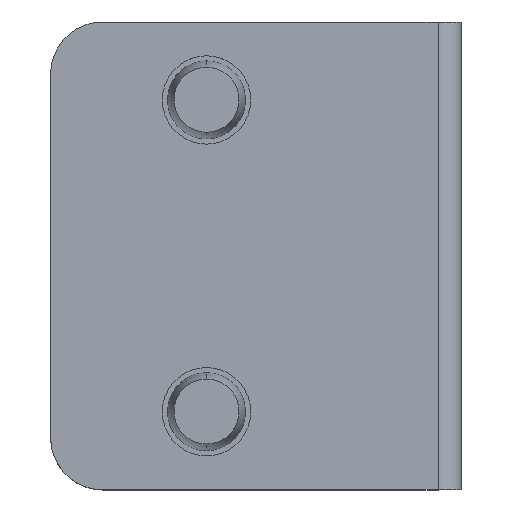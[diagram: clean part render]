
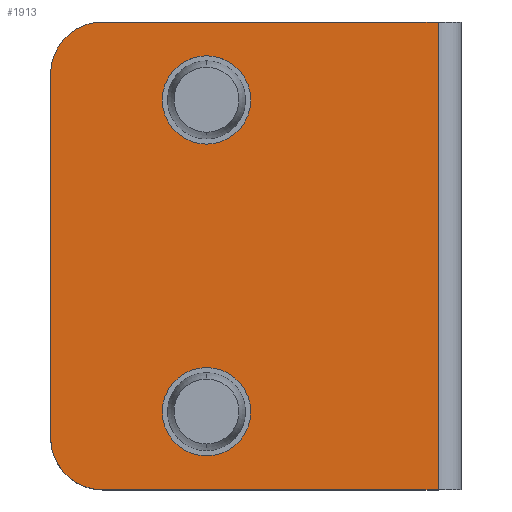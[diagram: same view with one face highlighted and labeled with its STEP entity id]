
A CAD part, top view. The second image highlights one B-rep face of the part: STEP entity #1913.
In plain terms, the highlighted planar face has unit normal (0, 0, 1).
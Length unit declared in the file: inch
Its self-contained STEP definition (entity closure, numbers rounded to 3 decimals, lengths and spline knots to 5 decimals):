
#1 = EDGE_CURVE ( 'NONE', #4544, #2728, #520, .T. ) ;
#14 = FACE_OUTER_BOUND ( 'NONE', #1222, .T. ) ;
#67 = ORIENTED_EDGE ( 'NONE', *, *, #1734, .F. ) ;
#107 = LINE ( 'NONE', #2640, #2057 ) ;
#161 = DIRECTION ( 'NONE',  ( 0., 0., -1. ) ) ;
#197 = EDGE_CURVE ( 'NONE', #4136, #295, #3624, .T. ) ;
#289 = VERTEX_POINT ( 'NONE', #1673 ) ;
#295 = VERTEX_POINT ( 'NONE', #4236 ) ;
#334 = ORIENTED_EDGE ( 'NONE', *, *, #4386, .T. ) ;
#372 = CARTESIAN_POINT ( 'NONE',  ( 0.35079, 0.70866, 0.24803 ) ) ;
#446 = AXIS2_PLACEMENT_3D ( 'NONE', #743, #2563, #3606 ) ;
#520 = CIRCLE ( 'NONE', #446, 0.06693 ) ;
#594 = CARTESIAN_POINT ( 'NONE',  ( -0.15748, 0.62992, 0.24803 ) ) ;
#639 = VERTEX_POINT ( 'NONE', #372 ) ;
#647 = EDGE_CURVE ( 'NONE', #2728, #4544, #1476, .T. ) ;
#681 = VECTOR ( 'NONE', #1020, 39.37008 ) ;
#743 = CARTESIAN_POINT ( 'NONE',  ( 0., 0.59055, 0.24803 ) ) ;
#750 = VERTEX_POINT ( 'NONE', #1874 ) ;
#840 = AXIS2_PLACEMENT_3D ( 'NONE', #2225, #1273, #4124 ) ;
#866 = DIRECTION ( 'NONE',  ( 0., 1., 0. ) ) ;
#903 = CARTESIAN_POINT ( 'NONE',  ( 0., 0.11811, 0.24803 ) ) ;
#933 = CARTESIAN_POINT ( 'NONE',  ( 0., 0.70866, 0.24803 ) ) ;
#982 = AXIS2_PLACEMENT_3D ( 'NONE', #4164, #3501, #4574 ) ;
#995 = EDGE_CURVE ( 'NONE', #2691, #639, #4107, .T. ) ;
#1020 = DIRECTION ( 'NONE',  ( 1., 0., 0. ) ) ;
#1050 = CARTESIAN_POINT ( 'NONE',  ( -0.15748, 0., 0.24803 ) ) ;
#1148 = DIRECTION ( 'NONE',  ( 1., 0., 0. ) ) ;
#1200 = ORIENTED_EDGE ( 'NONE', *, *, #197, .T. ) ;
#1222 = EDGE_LOOP ( 'NONE', ( #1942, #67, #3712, #3775, #3669, #334 ) ) ;
#1238 = DIRECTION ( 'NONE',  ( 1., 0., 0. ) ) ;
#1273 = DIRECTION ( 'NONE',  ( 0., 0., -1. ) ) ;
#1275 = CIRCLE ( 'NONE', #1347, 0.07874 ) ;
#1347 = AXIS2_PLACEMENT_3D ( 'NONE', #594, #161, #1238 ) ;
#1359 = FACE_BOUND ( 'NONE', #3715, .T. ) ;
#1433 = EDGE_CURVE ( 'NONE', #3146, #3465, #4209, .T. ) ;
#1445 = DIRECTION ( 'NONE',  ( 0., 1., 0. ) ) ;
#1476 = CIRCLE ( 'NONE', #1993, 0.06693 ) ;
#1582 = EDGE_LOOP ( 'NONE', ( #2067, #1200 ) ) ;
#1605 = DIRECTION ( 'NONE',  ( 0., 0., -1. ) ) ;
#1645 = ORIENTED_EDGE ( 'NONE', *, *, #647, .T. ) ;
#1647 = DIRECTION ( 'NONE',  ( 0., 0., -1. ) ) ;
#1673 = CARTESIAN_POINT ( 'NONE',  ( -0.23622, 0.62992, 0.24803 ) ) ;
#1718 = CARTESIAN_POINT ( 'NONE',  ( 0.35079, 0., 0.24803 ) ) ;
#1734 = EDGE_CURVE ( 'NONE', #289, #2691, #1275, .T. ) ;
#1874 = CARTESIAN_POINT ( 'NONE',  ( -0.23622, 0.07874, 0.24803 ) ) ;
#1882 = EDGE_CURVE ( 'NONE', #3146, #750, #2387, .T. ) ;
#1913 = ADVANCED_FACE ( 'NONE', ( #1359, #2884, #14 ), #3228, .T. ) ;
#1942 = ORIENTED_EDGE ( 'NONE', *, *, #995, .F. ) ;
#1993 = AXIS2_PLACEMENT_3D ( 'NONE', #3566, #1647, #2858 ) ;
#2057 = VECTOR ( 'NONE', #866, 39.37008 ) ;
#2067 = ORIENTED_EDGE ( 'NONE', *, *, #2459, .T. ) ;
#2225 = CARTESIAN_POINT ( 'NONE',  ( 0., 0.11811, 0.24803 ) ) ;
#2283 = VECTOR ( 'NONE', #1445, 39.37008 ) ;
#2293 = DIRECTION ( 'NONE',  ( 1., 0., 0. ) ) ;
#2387 = CIRCLE ( 'NONE', #982, 0.07874 ) ;
#2390 = CIRCLE ( 'NONE', #840, 0.06693 ) ;
#2459 = EDGE_CURVE ( 'NONE', #295, #4136, #2390, .T. ) ;
#2494 = CARTESIAN_POINT ( 'NONE',  ( 0.35079, 0., 0.24803 ) ) ;
#2563 = DIRECTION ( 'NONE',  ( 0., 0., -1. ) ) ;
#2640 = CARTESIAN_POINT ( 'NONE',  ( -0.23622, 0., 0.24803 ) ) ;
#2691 = VERTEX_POINT ( 'NONE', #2841 ) ;
#2728 = VERTEX_POINT ( 'NONE', #4201 ) ;
#2807 = ORIENTED_EDGE ( 'NONE', *, *, #1, .T. ) ;
#2841 = CARTESIAN_POINT ( 'NONE',  ( -0.15748, 0.70866, 0.24803 ) ) ;
#2858 = DIRECTION ( 'NONE',  ( -1., 0., 0. ) ) ;
#2884 = FACE_BOUND ( 'NONE', #1582, .T. ) ;
#3012 = CARTESIAN_POINT ( 'NONE',  ( -0.06693, 0.59055, 0.24803 ) ) ;
#3125 = AXIS2_PLACEMENT_3D ( 'NONE', #4277, #3572, #1148 ) ;
#3146 = VERTEX_POINT ( 'NONE', #1050 ) ;
#3188 = VECTOR ( 'NONE', #2293, 39.37008 ) ;
#3228 = PLANE ( 'NONE',  #3125 ) ;
#3465 = VERTEX_POINT ( 'NONE', #2494 ) ;
#3468 = AXIS2_PLACEMENT_3D ( 'NONE', #903, #1605, #4033 ) ;
#3483 = LINE ( 'NONE', #1718, #2283 ) ;
#3501 = DIRECTION ( 'NONE',  ( 0., 0., -1. ) ) ;
#3566 = CARTESIAN_POINT ( 'NONE',  ( 0., 0.59055, 0.24803 ) ) ;
#3572 = DIRECTION ( 'NONE',  ( 0., 0., 1. ) ) ;
#3606 = DIRECTION ( 'NONE',  ( -1., 0., 0. ) ) ;
#3624 = CIRCLE ( 'NONE', #3468, 0.06693 ) ;
#3669 = ORIENTED_EDGE ( 'NONE', *, *, #1433, .T. ) ;
#3712 = ORIENTED_EDGE ( 'NONE', *, *, #4495, .F. ) ;
#3715 = EDGE_LOOP ( 'NONE', ( #2807, #1645 ) ) ;
#3775 = ORIENTED_EDGE ( 'NONE', *, *, #1882, .F. ) ;
#4033 = DIRECTION ( 'NONE',  ( -1., 0., 0. ) ) ;
#4107 = LINE ( 'NONE', #933, #3188 ) ;
#4124 = DIRECTION ( 'NONE',  ( -1., 0., 0. ) ) ;
#4136 = VERTEX_POINT ( 'NONE', #4547 ) ;
#4164 = CARTESIAN_POINT ( 'NONE',  ( -0.15748, 0.07874, 0.24803 ) ) ;
#4201 = CARTESIAN_POINT ( 'NONE',  ( 0.06693, 0.59055, 0.24803 ) ) ;
#4209 = LINE ( 'NONE', #4239, #681 ) ;
#4236 = CARTESIAN_POINT ( 'NONE',  ( -0.06693, 0.11811, 0.24803 ) ) ;
#4239 = CARTESIAN_POINT ( 'NONE',  ( 0., 0., 0.24803 ) ) ;
#4277 = CARTESIAN_POINT ( 'NONE',  ( -0.23622, 0., 0.24803 ) ) ;
#4386 = EDGE_CURVE ( 'NONE', #3465, #639, #3483, .T. ) ;
#4495 = EDGE_CURVE ( 'NONE', #750, #289, #107, .T. ) ;
#4544 = VERTEX_POINT ( 'NONE', #3012 ) ;
#4547 = CARTESIAN_POINT ( 'NONE',  ( 0.06693, 0.11811, 0.24803 ) ) ;
#4574 = DIRECTION ( 'NONE',  ( -1., 0., 0. ) ) ;
